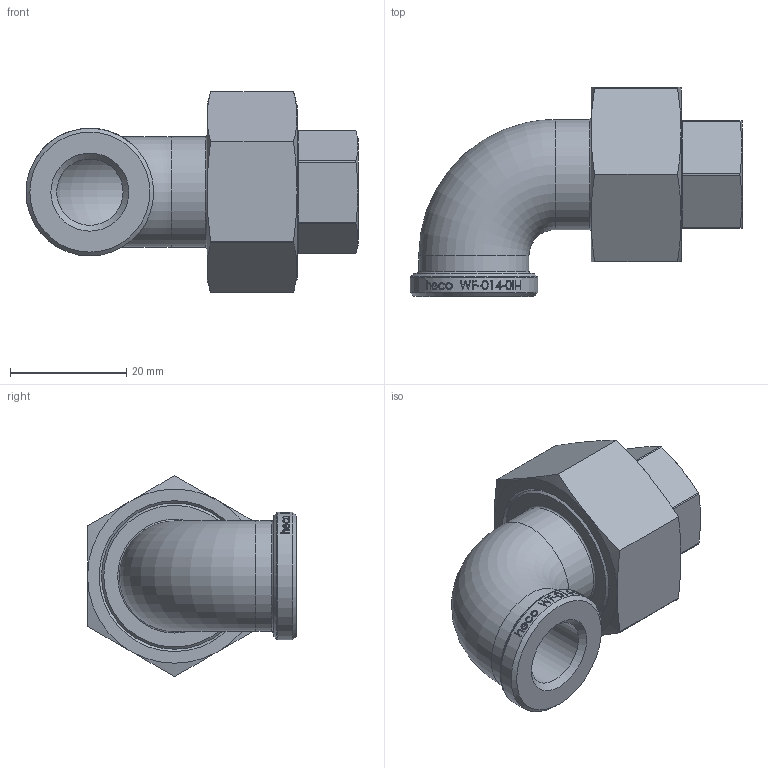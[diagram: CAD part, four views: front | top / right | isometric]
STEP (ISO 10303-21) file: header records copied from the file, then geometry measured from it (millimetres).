
FILE_DESCRIPTION (( 'STEP AP214' ), '1' );
FILE_NAME ('WF-014-0II-I 2303.STEP', '2023-03-30T09:33:40', ( '' ), ( '' ), 'SwSTEP 2.0', 'SolidWorks 2019', '' );
FILE_SCHEMA (( 'AUTOMOTIVE_DESIGN' ));
Length unit declared in the file: millimetre
Products named in the file (1): WF-014-0II-I 2303
Bounding box: 57.2 x 36 x 34.59 mm (x, y, z)
Volume: 16247.5 mm3; surface area: 8807.2 mm2
Topology: 1 solids, 1 shells, 240 faces, 587 edges, 379 vertices
Faces by surface type: plane 90, bspline 67, cylinder 46, cone 25, torus 12
Full cylindrical faces by diameter (mm): 11.445 x2, 15 x1, 19 x2, 22 x1, 24.5 x1, 25.1 x1, 28.5 x1
Entity records: 15245 total; most frequent: CARTESIAN_POINT 7681, ORIENTED_EDGE 1118, DIRECTION 783, EDGE_CURVE 559, VERTEX_POINT 372, AXIS2_PLACEMENT_3D 318, EDGE_LOOP 293, FACE_OUTER_BOUND 254
